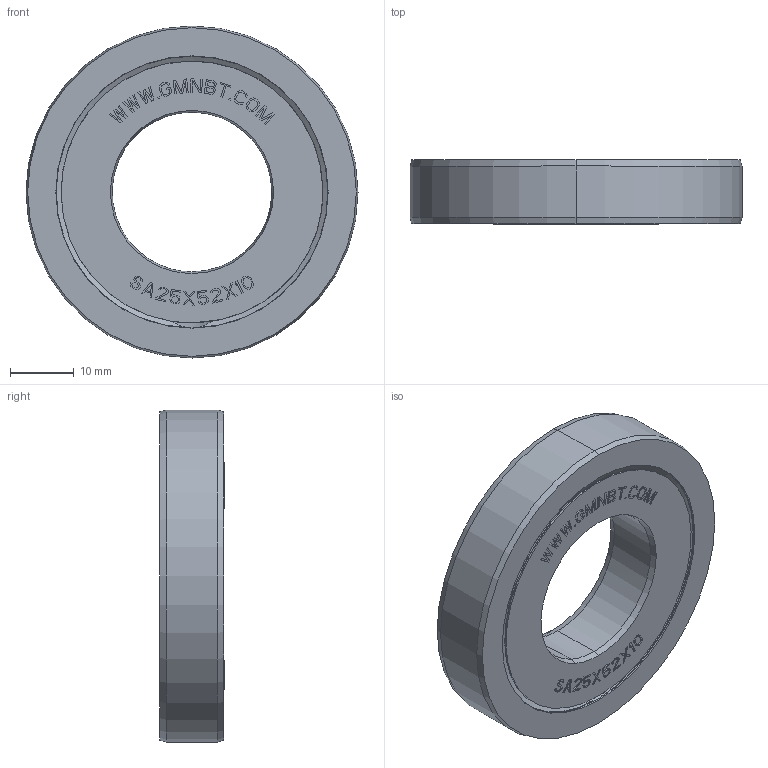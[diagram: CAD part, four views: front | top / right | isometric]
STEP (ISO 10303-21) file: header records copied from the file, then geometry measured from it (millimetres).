
FILE_DESCRIPTION((''),'2;1');
FILE_NAME('SA25X52X10_PRT','2014-11-17T',('sales 4'),(''),'PRO/ENGINEER BY PARAMETRIC TECHNOLOGY CORPORATION, 2013150','PRO/ENGINEER BY PARAMETRIC TECHNOLOGY CORPORATION, 2013150','');
FILE_SCHEMA(('AUTOMOTIVE_DESIGN { 1 0 10303 214 1 1 1 1 }'));
Length unit declared in the file: millimetre
Products named in the file (1): SA25X52X10_PRT
Bounding box: 52 x 10.07 x 52 mm (x, y, z)
Volume: 15286.5 mm3; surface area: 10131.4 mm2
Topology: 2 solids, 2 shells, 644 faces, 1790 edges, 1178 vertices
Faces by surface type: plane 567, cone 32, torus 30, cylinder 15
Entity records: 26538 total; most frequent: CARTESIAN_POINT 3981, ORIENTED_EDGE 3580, DIRECTION 3132, PRESENTATION_STYLE_ASSIGNMENT 1862, STYLED_ITEM 1839, CURVE_STYLE 1790, EDGE_CURVE 1790, VECTOR 1626
